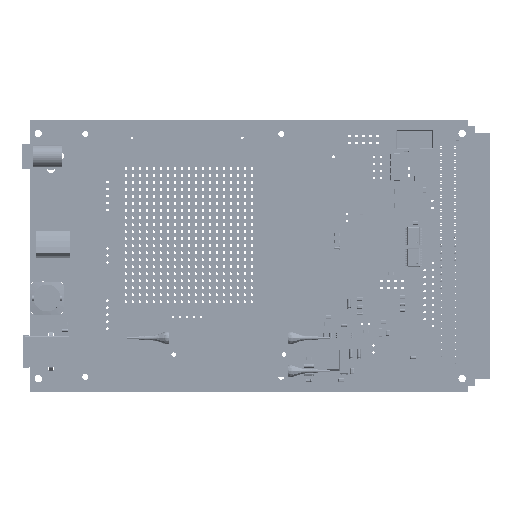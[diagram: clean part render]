
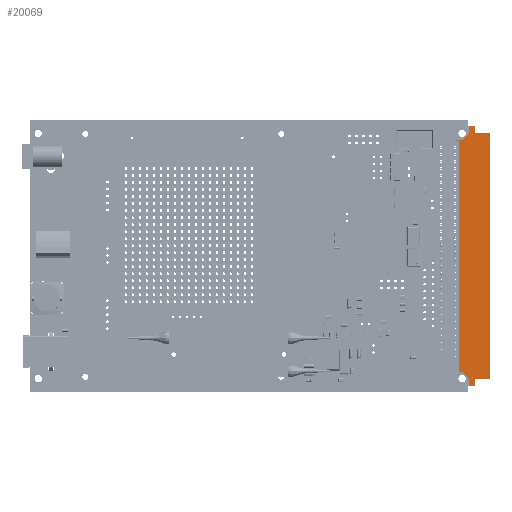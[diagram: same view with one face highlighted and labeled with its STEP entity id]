
A CAD part, top view. The second image highlights one B-rep face of the part: STEP entity #20069.
In plain terms, the highlighted face is planar.
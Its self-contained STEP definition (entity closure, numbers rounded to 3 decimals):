
#276 = EDGE_CURVE ( 'NONE', #141210, #38013, #117041, .T. ) ;
#3350 = VECTOR ( 'NONE', #105921, 1000. ) ;
#7884 = EDGE_CURVE ( 'NONE', #34142, #141210, #99138, .T. ) ;
#8005 = EDGE_CURVE ( 'NONE', #106219, #34142, #107430, .T. ) ;
#14274 = ORIENTED_EDGE ( 'NONE', *, *, #8005, .T. ) ;
#17017 = CARTESIAN_POINT ( 'NONE',  ( -47., 9.5, 0. ) ) ;
#17147 = CARTESIAN_POINT ( 'NONE',  ( 47., 9.5, 1. ) ) ;
#18650 = CARTESIAN_POINT ( 'NONE',  ( -44.45, 9.5, -4.8 ) ) ;
#20069 = ADVANCED_FACE ( 'NONE', ( #231282 ), #21791, .T. ) ;
#20313 = CARTESIAN_POINT ( 'NONE',  ( 44.415, 9.5, -1.105 ) ) ;
#21259 = VECTOR ( 'NONE', #190238, 1000. ) ;
#21791 = PLANE ( 'NONE',  #208854 ) ;
#23678 = CARTESIAN_POINT ( 'NONE',  ( -44.45, 9.5, 6.4 ) ) ;
#23700 = LINE ( 'NONE', #119087, #113794 ) ;
#24748 = LINE ( 'NONE', #130362, #210788 ) ;
#25206 = LINE ( 'NONE', #154769, #73124 ) ;
#25737 = VECTOR ( 'NONE', #39711, 1000. ) ;
#34142 = VERTEX_POINT ( 'NONE', #49435 ) ;
#34302 = VERTEX_POINT ( 'NONE', #17147 ) ;
#34500 = EDGE_CURVE ( 'NONE', #150177, #106219, #24748, .T. ) ;
#35198 = VERTEX_POINT ( 'NONE', #226391 ) ;
#38013 = VERTEX_POINT ( 'NONE', #222024 ) ;
#38160 = CARTESIAN_POINT ( 'NONE',  ( 41.9, 9.5, -4.8 ) ) ;
#39154 = CARTESIAN_POINT ( 'NONE',  ( 44.45, 9.5, 6.4 ) ) ;
#39711 = DIRECTION ( 'NONE',  ( -1., 0., 0. ) ) ;
#40298 = DIRECTION ( 'NONE',  ( 0., 0., 1. ) ) ;
#41820 = EDGE_CURVE ( 'NONE', #54449, #152567, #214996, .T. ) ;
#42677 = CARTESIAN_POINT ( 'NONE',  ( -44.415, 9.5, -1.105 ) ) ;
#46141 = VERTEX_POINT ( 'NONE', #221857 ) ;
#49435 = CARTESIAN_POINT ( 'NONE',  ( -47., 9.5, -1.105 ) ) ;
#49536 = VERTEX_POINT ( 'NONE', #65401 ) ;
#51461 = EDGE_CURVE ( 'NONE', #35198, #58933, #135513, .T. ) ;
#52318 = CARTESIAN_POINT ( 'NONE',  ( -44.45, 9.5, -1.105 ) ) ;
#53538 = ORIENTED_EDGE ( 'NONE', *, *, #276, .T. ) ;
#54449 = VERTEX_POINT ( 'NONE', #172379 ) ;
#54515 = ORIENTED_EDGE ( 'NONE', *, *, #111898, .T. ) ;
#54637 = VECTOR ( 'NONE', #74433, 1000. ) ;
#56002 = EDGE_CURVE ( 'NONE', #34302, #46141, #161471, .T. ) ;
#58211 = ORIENTED_EDGE ( 'NONE', *, *, #59139, .T. ) ;
#58933 = VERTEX_POINT ( 'NONE', #39154 ) ;
#59139 = EDGE_CURVE ( 'NONE', #58933, #178973, #25206, .T. ) ;
#64979 = ORIENTED_EDGE ( 'NONE', *, *, #188829, .T. ) ;
#65401 = CARTESIAN_POINT ( 'NONE',  ( -41.9, 9.5, -4.8 ) ) ;
#69377 = VECTOR ( 'NONE', #70463, 1000. ) ;
#70463 = DIRECTION ( 'NONE',  ( -1., 0., 0. ) ) ;
#73124 = VECTOR ( 'NONE', #207661, 1000. ) ;
#73865 = VECTOR ( 'NONE', #127288, 1000. ) ;
#74433 = DIRECTION ( 'NONE',  ( 0., 0., -1. ) ) ;
#75029 = LINE ( 'NONE', #52318, #69377 ) ;
#79255 = DIRECTION ( 'NONE',  ( -0.707, 0., 0.707 ) ) ;
#88519 = DIRECTION ( 'NONE',  ( 1., 0., 0. ) ) ;
#94236 = CARTESIAN_POINT ( 'NONE',  ( -44.45, 9.5, 0. ) ) ;
#99138 = LINE ( 'NONE', #17017, #3350 ) ;
#99599 = ORIENTED_EDGE ( 'NONE', *, *, #51461, .T. ) ;
#105921 = DIRECTION ( 'NONE',  ( 0., 0., 1. ) ) ;
#106219 = VERTEX_POINT ( 'NONE', #42677 ) ;
#106733 = VECTOR ( 'NONE', #40298, 1000. ) ;
#107430 = LINE ( 'NONE', #165731, #25737 ) ;
#111898 = EDGE_CURVE ( 'NONE', #38013, #35198, #23700, .T. ) ;
#112104 = ORIENTED_EDGE ( 'NONE', *, *, #147637, .T. ) ;
#112307 = DIRECTION ( 'NONE',  ( 0., 0., 1. ) ) ;
#113794 = VECTOR ( 'NONE', #227047, 1000. ) ;
#115461 = CARTESIAN_POINT ( 'NONE',  ( 41.9, 9.5, -3.62 ) ) ;
#117041 = LINE ( 'NONE', #208363, #21259 ) ;
#118591 = VECTOR ( 'NONE', #131478, 1000. ) ;
#119087 = CARTESIAN_POINT ( 'NONE',  ( -44.45, 9.5, 0. ) ) ;
#121761 = LINE ( 'NONE', #18650, #73865 ) ;
#126377 = LINE ( 'NONE', #214569, #151648 ) ;
#127288 = DIRECTION ( 'NONE',  ( -1., 0., 0. ) ) ;
#130362 = CARTESIAN_POINT ( 'NONE',  ( -41.9, 9.5, -3.62 ) ) ;
#131478 = DIRECTION ( 'NONE',  ( 1., 0., 0. ) ) ;
#133187 = CARTESIAN_POINT ( 'NONE',  ( -41.9, 9.5, -3.62 ) ) ;
#135513 = LINE ( 'NONE', #23678, #118591 ) ;
#137544 = CARTESIAN_POINT ( 'NONE',  ( 44.45, 9.5, 1. ) ) ;
#137949 = ORIENTED_EDGE ( 'NONE', *, *, #34500, .T. ) ;
#141210 = VERTEX_POINT ( 'NONE', #166202 ) ;
#142868 = DIRECTION ( 'NONE',  ( 0., 0., -1. ) ) ;
#146318 = DIRECTION ( 'NONE',  ( -0.707, 0., -0.707 ) ) ;
#147637 = EDGE_CURVE ( 'NONE', #198839, #49536, #121761, .T. ) ;
#150177 = VERTEX_POINT ( 'NONE', #133187 ) ;
#151648 = VECTOR ( 'NONE', #88519, 1000. ) ;
#152567 = VERTEX_POINT ( 'NONE', #115461 ) ;
#154591 = EDGE_CURVE ( 'NONE', #49536, #150177, #154673, .T. ) ;
#154673 = LINE ( 'NONE', #201794, #106733 ) ;
#154769 = CARTESIAN_POINT ( 'NONE',  ( 44.45, 9.5, 0. ) ) ;
#155222 = ORIENTED_EDGE ( 'NONE', *, *, #199968, .T. ) ;
#161471 = LINE ( 'NONE', #232723, #209456 ) ;
#165133 = CARTESIAN_POINT ( 'NONE',  ( 41.9, 9.5, -4.8 ) ) ;
#165731 = CARTESIAN_POINT ( 'NONE',  ( -44.45, 9.5, -1.105 ) ) ;
#166202 = CARTESIAN_POINT ( 'NONE',  ( -47., 9.5, 1. ) ) ;
#170223 = EDGE_CURVE ( 'NONE', #46141, #54449, #75029, .T. ) ;
#172379 = CARTESIAN_POINT ( 'NONE',  ( 44.415, 9.5, -1.105 ) ) ;
#178973 = VERTEX_POINT ( 'NONE', #137544 ) ;
#188829 = EDGE_CURVE ( 'NONE', #178973, #34302, #126377, .T. ) ;
#190238 = DIRECTION ( 'NONE',  ( 1., 0., 0. ) ) ;
#198384 = LINE ( 'NONE', #38160, #54637 ) ;
#198839 = VERTEX_POINT ( 'NONE', #165133 ) ;
#199968 = EDGE_CURVE ( 'NONE', #152567, #198839, #198384, .T. ) ;
#201794 = CARTESIAN_POINT ( 'NONE',  ( -41.9, 9.5, -4.8 ) ) ;
#203417 = ORIENTED_EDGE ( 'NONE', *, *, #41820, .T. ) ;
#207661 = DIRECTION ( 'NONE',  ( 0., 0., -1. ) ) ;
#208363 = CARTESIAN_POINT ( 'NONE',  ( -44.45, 9.5, 1. ) ) ;
#208854 = AXIS2_PLACEMENT_3D ( 'NONE', #94236, #220261, #112307 ) ;
#209456 = VECTOR ( 'NONE', #142868, 1000. ) ;
#210788 = VECTOR ( 'NONE', #79255, 1000. ) ;
#211673 = ORIENTED_EDGE ( 'NONE', *, *, #170223, .T. ) ;
#214301 = ORIENTED_EDGE ( 'NONE', *, *, #7884, .T. ) ;
#214569 = CARTESIAN_POINT ( 'NONE',  ( -44.45, 9.5, 1. ) ) ;
#214996 = LINE ( 'NONE', #20313, #220584 ) ;
#220261 = DIRECTION ( 'NONE',  ( 0., 1., 0. ) ) ;
#220584 = VECTOR ( 'NONE', #146318, 1000. ) ;
#221855 = EDGE_LOOP ( 'NONE', ( #230692, #137949, #14274, #214301, #53538, #54515, #99599, #58211, #64979, #222822, #211673, #203417, #155222, #112104 ) ) ;
#221857 = CARTESIAN_POINT ( 'NONE',  ( 47., 9.5, -1.105 ) ) ;
#222024 = CARTESIAN_POINT ( 'NONE',  ( -44.45, 9.5, 1. ) ) ;
#222822 = ORIENTED_EDGE ( 'NONE', *, *, #56002, .T. ) ;
#226391 = CARTESIAN_POINT ( 'NONE',  ( -44.45, 9.5, 6.4 ) ) ;
#227047 = DIRECTION ( 'NONE',  ( 0., 0., 1. ) ) ;
#230692 = ORIENTED_EDGE ( 'NONE', *, *, #154591, .T. ) ;
#231282 = FACE_OUTER_BOUND ( 'NONE', #221855, .T. ) ;
#232723 = CARTESIAN_POINT ( 'NONE',  ( 47., 9.5, 0. ) ) ;
